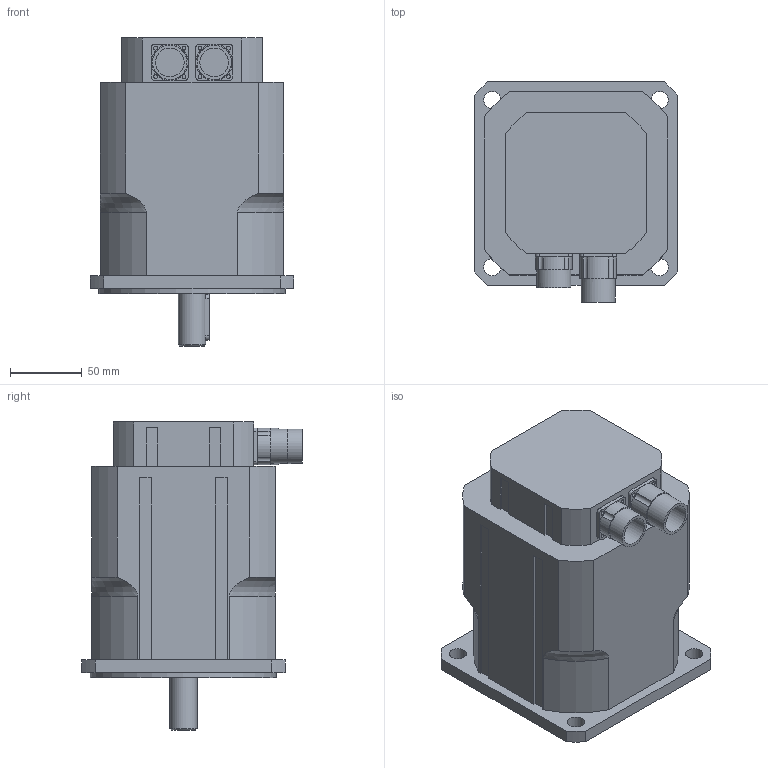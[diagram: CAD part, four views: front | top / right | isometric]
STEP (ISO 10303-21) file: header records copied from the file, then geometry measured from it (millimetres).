
FILE_DESCRIPTION((''),'2;1');
FILE_NAME('T5019 00 BP Z_0430.stp','2008-07-30T08:59:17',('oslejsek'),(''),'Autodesk Inventor 10','Autodesk Inventor 10','');
FILE_SCHEMA(('AUTOMOTIVE_DESIGN { 1 0 10303 214 1 1 1 1 }'));
Length unit declared in the file: millimetre
Products named in the file (4): T5019 00 BP Z_0430; T5019 00 BP_0430; Konektor_rovny_mot; Konektor_rovny_res
Assembly tree (3 placements, depth 2):
  T5019 00 BP Z_0430
    T5019 00 BP_0430
    Konektor_rovny_mot
    Konektor_rovny_res
Bounding box: 142 x 154 x 215 mm (x, y, z)
Volume: 2562998.8 mm3; surface area: 137493 mm2
Topology: 3 solids, 3 shells, 163 faces, 427 edges, 278 vertices
Faces by surface type: plane 90, cylinder 56, bspline 11, torus 4, cone 2
Full cylindrical faces by diameter (mm): 2.7 x8, 19 x1, 20 x2, 24 x2, 130 x1
Entity records: 5430 total; most frequent: CARTESIAN_POINT 1331, DIRECTION 866, ORIENTED_EDGE 784, EDGE_CURVE 392, AXIS2_PLACEMENT_3D 325, VERTEX_POINT 268, EDGE_LOOP 224, VECTOR 216
